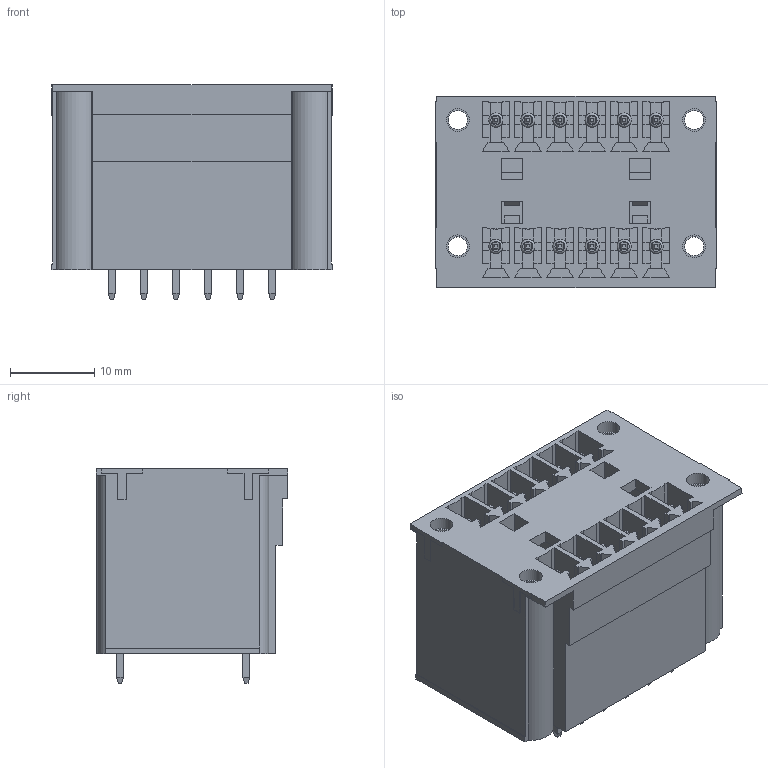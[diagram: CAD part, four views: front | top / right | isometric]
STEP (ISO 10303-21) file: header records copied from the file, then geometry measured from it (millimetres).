
FILE_DESCRIPTION( ( 'Unknown' ), '1' );
FILE_NAME( '691330300012.stp', 'Unknown', ( 'Unknown' ), ( 'Unknown' ), 'PSStep 18.0.17', 'Unknown', ' ' );
FILE_SCHEMA( ( 'AUTOMOTIVE_DESIGN { 1 0 10303 214 1 1 1 1 }' ) );
Length unit declared in the file: millimetre
Products named in the file (5): Assem1; 6913303000xx_PIN; 6913303000xx_INSERT; 691330300012; 691330300012_CAPOT
Assembly tree (18 placements, depth 2):
  Assem1
    6913303000xx_PIN  x12
    6913303000xx_INSERT  x4
    691330300012
    691330300012_CAPOT
Bounding box: 33.25 x 22.7 x 25.5 mm (x, y, z)
Volume: 6219.4 mm3; surface area: 15925.4 mm2
Topology: 18 solids, 18 shells, 1130 faces, 3006 edges, 1918 vertices
Faces by surface type: plane 1074, cylinder 36, torus 20
Full cylindrical faces by diameter (mm): 1.68 x12, 2.25 x4, 2.7 x4
Entity records: 37304 total; most frequent: CARTESIAN_POINT 5476, ORIENTED_EDGE 5160, DIRECTION 4632, EDGE_CURVE 2580, LINE 2428, VECTOR 2428, VERTEX_POINT 1682, AXIS2_PLACEMENT_3D 1102
